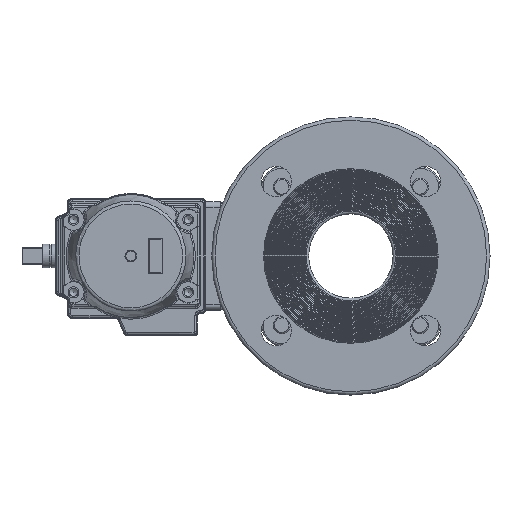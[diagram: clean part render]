
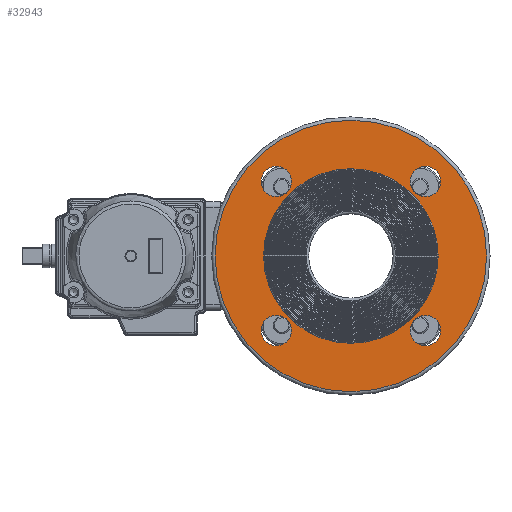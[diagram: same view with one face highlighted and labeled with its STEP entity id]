
A CAD part, left-side view. The second image highlights one B-rep face of the part: STEP entity #32943.
In plain terms, the highlighted planar face has unit normal (-1, 0, 0).
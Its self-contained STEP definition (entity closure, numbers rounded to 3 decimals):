
#2729=PLANE('',#35782);
#8077=ORIENTED_EDGE('',*,*,#17258,.T.);
#8078=ORIENTED_EDGE('',*,*,#17237,.F.);
#8079=ORIENTED_EDGE('',*,*,#17239,.F.);
#8080=ORIENTED_EDGE('',*,*,#17241,.F.);
#8081=ORIENTED_EDGE('',*,*,#17243,.F.);
#8082=ORIENTED_EDGE('',*,*,#17280,.F.);
#17237=EDGE_CURVE('',#22042,#22042,#25100,.T.);
#17239=EDGE_CURVE('',#22044,#22044,#25102,.T.);
#17241=EDGE_CURVE('',#22046,#22046,#25104,.T.);
#17243=EDGE_CURVE('',#22048,#22048,#25106,.T.);
#17258=EDGE_CURVE('',#22061,#22061,#25115,.T.);
#17280=EDGE_CURVE('',#22082,#22082,#25124,.T.);
#22042=VERTEX_POINT('',#50461);
#22044=VERTEX_POINT('',#50466);
#22046=VERTEX_POINT('',#50471);
#22048=VERTEX_POINT('',#50476);
#22061=VERTEX_POINT('',#50566);
#22082=VERTEX_POINT('',#50680);
#25100=CIRCLE('',#35624,9.);
#25102=CIRCLE('',#35627,9.);
#25104=CIRCLE('',#35630,9.);
#25106=CIRCLE('',#35633,9.);
#25115=CIRCLE('',#35648,80.5);
#25124=CIRCLE('',#35662,51.75);
#26897=EDGE_LOOP('',(#8077));
#26898=EDGE_LOOP('',(#8078));
#26899=EDGE_LOOP('',(#8079));
#26900=EDGE_LOOP('',(#8080));
#26901=EDGE_LOOP('',(#8081));
#26902=EDGE_LOOP('',(#8082));
#29713=FACE_BOUND('',#26897,.T.);
#29714=FACE_BOUND('',#26898,.T.);
#29715=FACE_BOUND('',#26899,.T.);
#29716=FACE_BOUND('',#26900,.T.);
#29717=FACE_BOUND('',#26901,.T.);
#29718=FACE_BOUND('',#26902,.T.);
#32943=ADVANCED_FACE('',(#29713,#29714,#29715,#29716,#29717,#29718),#2729,
 .F.);
#35624=AXIS2_PLACEMENT_3D('',#50460,#39678,#39679);
#35627=AXIS2_PLACEMENT_3D('',#50465,#39684,#39685);
#35630=AXIS2_PLACEMENT_3D('',#50470,#39690,#39691);
#35633=AXIS2_PLACEMENT_3D('',#50475,#39696,#39697);
#35648=AXIS2_PLACEMENT_3D('',#50565,#39728,#39729);
#35662=AXIS2_PLACEMENT_3D('',#50679,#39759,#39760);
#35782=AXIS2_PLACEMENT_3D('',#51528,#40092,#40093);
#39678=DIRECTION('',(-1.,0.,0.));
#39679=DIRECTION('',(0.,0.,1.));
#39684=DIRECTION('',(-1.,0.,0.));
#39685=DIRECTION('',(0.,0.,1.));
#39690=DIRECTION('',(-1.,0.,0.));
#39691=DIRECTION('',(0.,0.,1.));
#39696=DIRECTION('',(-1.,0.,0.));
#39697=DIRECTION('',(0.,0.,1.));
#39728=DIRECTION('',(-1.,0.,0.));
#39729=DIRECTION('',(0.,0.,1.));
#39759=DIRECTION('',(-1.,0.,0.));
#39760=DIRECTION('',(0.,0.,1.));
#40092=DIRECTION('',(1.,0.,0.));
#40093=DIRECTION('',(0.,1.,0.));
#50460=CARTESIAN_POINT('',(3.8,44.194,-44.194));
#50461=CARTESIAN_POINT('',(3.8,44.194,-35.194));
#50465=CARTESIAN_POINT('',(3.8,-44.194,-44.194));
#50466=CARTESIAN_POINT('',(3.8,-44.194,-35.194));
#50470=CARTESIAN_POINT('',(3.8,-44.194,44.194));
#50471=CARTESIAN_POINT('',(3.8,-44.194,53.194));
#50475=CARTESIAN_POINT('',(3.8,44.194,44.194));
#50476=CARTESIAN_POINT('',(3.8,44.194,53.194));
#50565=CARTESIAN_POINT('',(3.8,0.,0.));
#50566=CARTESIAN_POINT('',(3.8,0.,80.5));
#50679=CARTESIAN_POINT('',(3.8,0.,0.));
#50680=CARTESIAN_POINT('',(3.8,0.,51.75));
#51528=CARTESIAN_POINT('',(3.8,51.75,0.));
